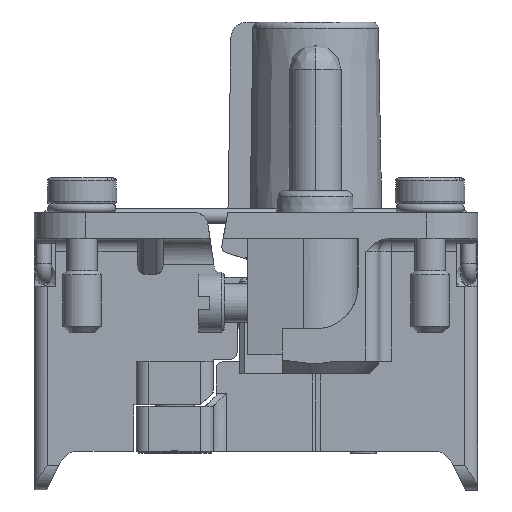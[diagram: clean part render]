
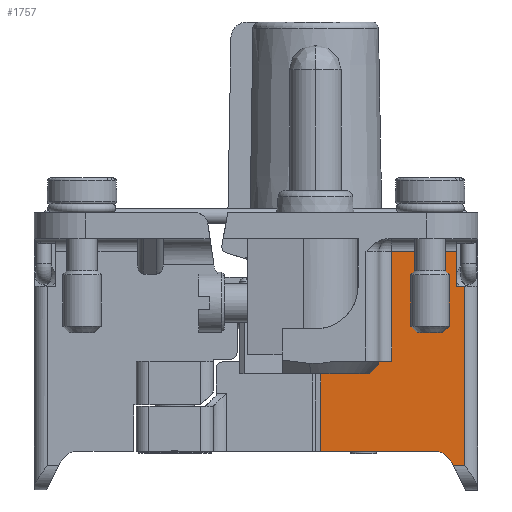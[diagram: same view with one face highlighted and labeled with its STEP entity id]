
A CAD part, left-side view. The second image highlights one B-rep face of the part: STEP entity #1757.
In plain terms, the highlighted planar face has unit normal (-1, 0, 0).
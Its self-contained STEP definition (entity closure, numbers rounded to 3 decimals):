
#459=B_SPLINE_CURVE_WITH_KNOTS('',3,(#22923,#22924,#22925,#22926),
 .UNSPECIFIED.,.F.,.F.,(4,4),(0.,1.),.UNSPECIFIED.);
#983=FACE_OUTER_BOUND('',#3322,.T.);
#1757=ADVANCED_FACE('',(#983),#2322,.T.);
#2322=PLANE('',#14344);
#3322=EDGE_LOOP('',(#8315,#8316,#8317,#8318,#8319,#8320,#8321,#8322,#8323,
#8324,#8325,#8326,#8327));
#4271=LINE('',#21233,#5452);
#4334=LINE('',#21801,#5515);
#4335=LINE('',#21805,#5516);
#4426=LINE('',#22874,#5607);
#4429=LINE('',#22900,#5610);
#4431=LINE('',#22921,#5612);
#4432=LINE('',#22928,#5613);
#4433=LINE('',#22930,#5614);
#4434=LINE('',#22932,#5615);
#4435=LINE('',#22936,#5616);
#4436=LINE('',#22938,#5617);
#5452=VECTOR('',#16517,1.);
#5515=VECTOR('',#16770,1.);
#5516=VECTOR('',#16775,1.);
#5607=VECTOR('',#17048,1.);
#5610=VECTOR('',#17055,1.);
#5612=VECTOR('',#17059,1.);
#5613=VECTOR('',#17062,1.);
#5614=VECTOR('',#17063,1.);
#5615=VECTOR('',#17064,1.);
#5616=VECTOR('',#17067,1.);
#5617=VECTOR('',#17068,1.);
#8315=ORIENTED_EDGE('',*,*,#12428,.T.);
#8316=ORIENTED_EDGE('',*,*,#12096,.T.);
#8317=ORIENTED_EDGE('',*,*,#12438,.F.);
#8318=ORIENTED_EDGE('',*,*,#12439,.F.);
#8319=ORIENTED_EDGE('',*,*,#12440,.F.);
#8320=ORIENTED_EDGE('',*,*,#12441,.F.);
#8321=ORIENTED_EDGE('',*,*,#12442,.T.);
#8322=ORIENTED_EDGE('',*,*,#12443,.F.);
#8323=ORIENTED_EDGE('',*,*,#12444,.F.);
#8324=ORIENTED_EDGE('',*,*,#12437,.T.);
#8325=ORIENTED_EDGE('',*,*,#12434,.T.);
#8326=ORIENTED_EDGE('',*,*,#12236,.F.);
#8327=ORIENTED_EDGE('',*,*,#12234,.T.);
#10553=VERTEX_POINT('',#21231);
#10555=VERTEX_POINT('',#21234);
#10640=VERTEX_POINT('',#21759);
#10654=VERTEX_POINT('',#21802);
#10655=VERTEX_POINT('',#21806);
#10765=VERTEX_POINT('',#22897);
#10768=VERTEX_POINT('',#22919);
#10769=VERTEX_POINT('',#22927);
#10770=VERTEX_POINT('',#22929);
#10771=VERTEX_POINT('',#22931);
#10772=VERTEX_POINT('',#22933);
#10773=VERTEX_POINT('',#22935);
#10774=VERTEX_POINT('',#22937);
#12096=EDGE_CURVE('',#10555,#10553,#4271,.T.);
#12234=EDGE_CURVE('',#10654,#10640,#4334,.T.);
#12236=EDGE_CURVE('',#10654,#10655,#4335,.T.);
#12428=EDGE_CURVE('',#10640,#10555,#4426,.T.);
#12434=EDGE_CURVE('',#10765,#10655,#4429,.T.);
#12437=EDGE_CURVE('',#10768,#10765,#4431,.T.);
#12438=EDGE_CURVE('',#10769,#10553,#459,.T.);
#12439=EDGE_CURVE('',#10770,#10769,#4432,.T.);
#12440=EDGE_CURVE('',#10771,#10770,#4433,.T.);
#12441=EDGE_CURVE('',#10772,#10771,#4434,.T.);
#12442=EDGE_CURVE('',#10772,#10773,#13442,.T.);
#12443=EDGE_CURVE('',#10774,#10773,#4435,.T.);
#12444=EDGE_CURVE('',#10768,#10774,#4436,.T.);
#13442=CIRCLE('',#14343,1.5);
#14343=AXIS2_PLACEMENT_3D('',#22934,#17065,#17066);
#14344=AXIS2_PLACEMENT_3D('',#22939,#17069,#17070);
#16517=DIRECTION('',(0.,1.,0.));
#16770=DIRECTION('',(0.,1.,0.));
#16775=DIRECTION('',(0.,0.,-1.));
#17048=DIRECTION('',(0.,0.,-1.));
#17055=DIRECTION('',(0.,1.,0.));
#17059=DIRECTION('',(0.,0.,1.));
#17062=DIRECTION('',(0.,-1.,0.));
#17063=DIRECTION('',(0.,0.,1.));
#17064=DIRECTION('',(0.,1.,0.));
#17065=DIRECTION('',(1.,0.,0.));
#17066=DIRECTION('',(0.,0.,-1.));
#17067=DIRECTION('',(0.,0.447,0.894));
#17068=DIRECTION('',(0.,1.,0.));
#17069=DIRECTION('',(-1.,0.,0.));
#17070=DIRECTION('',(0.,0.,1.));
#21231=CARTESIAN_POINT('',(-17.2,-8.612,-26.3));
#21233=CARTESIAN_POINT('',(-17.2,-7.767,-26.3));
#21234=CARTESIAN_POINT('',(-17.2,-10.525,-26.3));
#21759=CARTESIAN_POINT('',(-17.2,-10.525,-17.8));
#21801=CARTESIAN_POINT('',(-17.2,-10.525,-17.8));
#21802=CARTESIAN_POINT('',(-17.2,-15.55,-17.8));
#21805=CARTESIAN_POINT('',(-17.2,-15.55,-26.11));
#21806=CARTESIAN_POINT('',(-17.2,-15.55,-20.5));
#22874=CARTESIAN_POINT('',(-17.2,-10.525,-26.11));
#22897=CARTESIAN_POINT('',(-17.2,-16.2,-20.5));
#22900=CARTESIAN_POINT('',(-17.2,-5.775,-20.5));
#22919=CARTESIAN_POINT('',(-17.2,-16.2,-34.42));
#22921=CARTESIAN_POINT('',(-17.2,-16.2,-36.3));
#22923=CARTESIAN_POINT('',(-17.2,-7.19,-27.3));
#22924=CARTESIAN_POINT('',(-17.2,-7.683,-26.996));
#22925=CARTESIAN_POINT('',(-17.2,-8.154,-26.654));
#22926=CARTESIAN_POINT('',(-17.2,-8.612,-26.3));
#22927=CARTESIAN_POINT('',(-17.2,-7.19,-27.3));
#22928=CARTESIAN_POINT('',(-17.2,-5.775,-27.3));
#22929=CARTESIAN_POINT('',(-17.2,-5.007,-27.3));
#22930=CARTESIAN_POINT('',(-17.2,-5.007,-16.8));
#22931=CARTESIAN_POINT('',(-17.2,-5.007,-33.3));
#22932=CARTESIAN_POINT('',(-17.2,5.4,-33.3));
#22933=CARTESIAN_POINT('',(-17.2,-13.823,-33.3));
#22934=CARTESIAN_POINT('',(-17.2,-13.823,-34.8));
#22935=CARTESIAN_POINT('',(-17.2,-15.165,-34.129));
#22936=CARTESIAN_POINT('',(-17.2,-16.25,-36.3));
#22937=CARTESIAN_POINT('',(-17.2,-15.31,-34.42));
#22938=CARTESIAN_POINT('',(-17.2,-18.2,-34.42));
#22939=CARTESIAN_POINT('',(-17.2,-5.775,-26.11));
